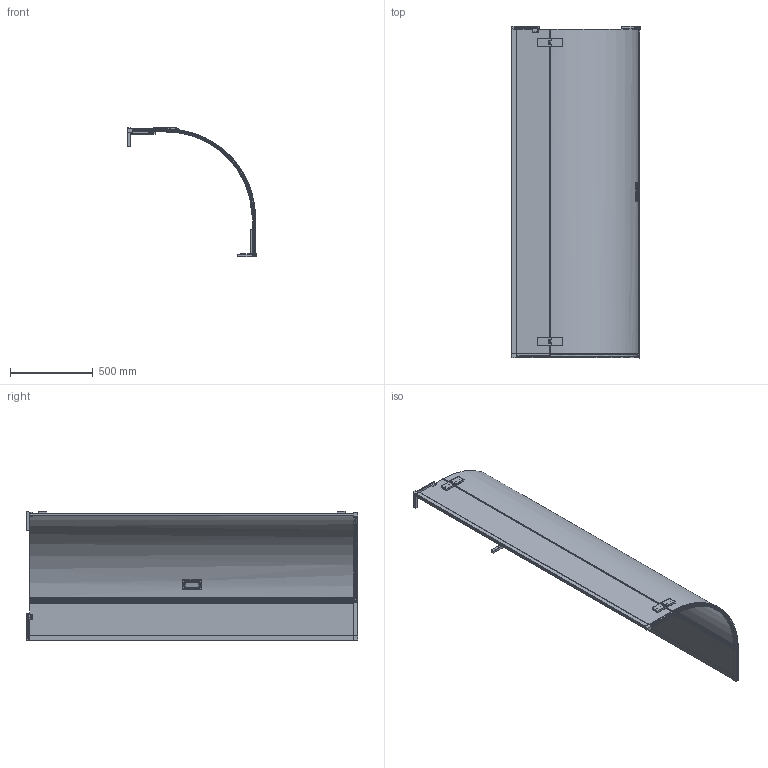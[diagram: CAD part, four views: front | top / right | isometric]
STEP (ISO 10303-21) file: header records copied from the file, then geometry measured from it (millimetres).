
FILE_DESCRIPTION (( 'STEP AP214' ), '1' );
FILE_NAME ('cgf80x_040.STEP', '2020-04-22T03:33:44', ( '' ), ( '' ), 'SwSTEP 2.0', 'SolidWorks 2016', '' );
FILE_SCHEMA (( 'AUTOMOTIVE_DESIGN' ));
Length unit declared in the file: millimetre
Products named in the file (1): cgf80x_040
Bounding box: 776.5 x 2002.5 x 780.28 mm (x, y, z)
Volume: 22123834.3 mm3; surface area: 5508863.2 mm2
Topology: 4 solids, 18 shells, 1715 faces, 4482 edges, 2801 vertices
Faces by surface type: cylinder 625, plane 589, bspline 388, cone 97, torus 16
Entity records: 78542 total; most frequent: CARTESIAN_POINT 39769, ORIENTED_EDGE 8852, DIRECTION 7102, EDGE_CURVE 4426, VERTEX_POINT 2801, AXIS2_PLACEMENT_3D 2573, LINE 1956, VECTOR 1956
